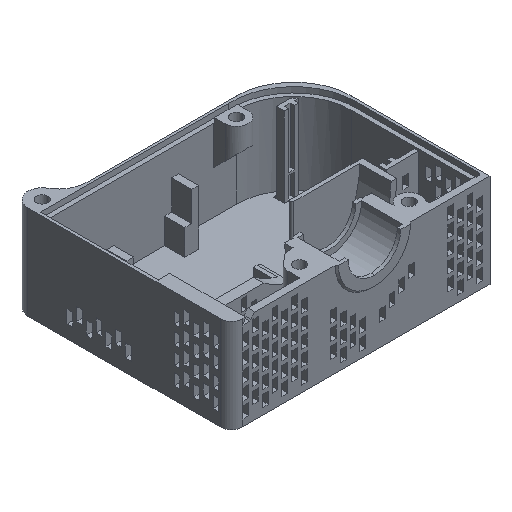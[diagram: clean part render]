
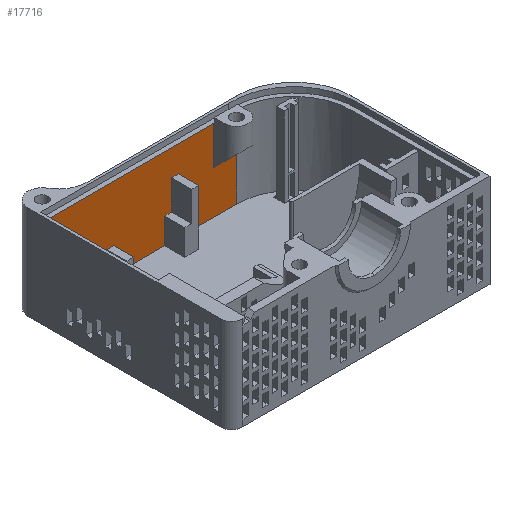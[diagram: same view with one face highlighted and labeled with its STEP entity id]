
A CAD part, isometric view. The second image highlights one B-rep face of the part: STEP entity #17716.
In plain terms, the highlighted planar face has unit normal (0, -1, 0).
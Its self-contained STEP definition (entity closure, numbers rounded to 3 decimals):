
#26 = EDGE_CURVE ( 'NONE', #20402, #9467, #24262, .T. ) ;
#76 = DIRECTION ( 'NONE',  ( 0., 0., -1. ) ) ;
#83 = DIRECTION ( 'NONE',  ( 0., 0., -1. ) ) ;
#330 = DIRECTION ( 'NONE',  ( 0., 0., -1. ) ) ;
#348 = DIRECTION ( 'NONE',  ( 1., 0., 0. ) ) ;
#389 = CARTESIAN_POINT ( 'NONE',  ( -1.75, 66., 0. ) ) ;
#453 = LINE ( 'NONE', #10085, #11972 ) ;
#865 = LINE ( 'NONE', #3386, #25924 ) ;
#935 = ORIENTED_EDGE ( 'NONE', *, *, #29002, .F. ) ;
#1004 = CARTESIAN_POINT ( 'NONE',  ( 10.5, 66., -15.3 ) ) ;
#1180 = VERTEX_POINT ( 'NONE', #14184 ) ;
#1189 = LINE ( 'NONE', #3709, #4654 ) ;
#1261 = CARTESIAN_POINT ( 'NONE',  ( 18.5, 66., -30.3 ) ) ;
#1512 = VECTOR ( 'NONE', #330, 1000. ) ;
#1708 = EDGE_CURVE ( 'NONE', #20958, #1180, #865, .T. ) ;
#2465 = DIRECTION ( 'NONE',  ( 0., 0., -1. ) ) ;
#2508 = DIRECTION ( 'NONE',  ( 0., 0., 1. ) ) ;
#2685 = CARTESIAN_POINT ( 'NONE',  ( 0., 66., -15.3 ) ) ;
#2774 = LINE ( 'NONE', #23924, #9045 ) ;
#2865 = EDGE_CURVE ( 'NONE', #3628, #3857, #2774, .T. ) ;
#2933 = VERTEX_POINT ( 'NONE', #24390 ) ;
#3386 = CARTESIAN_POINT ( 'NONE',  ( 0., 66., -30.3 ) ) ;
#3488 = ORIENTED_EDGE ( 'NONE', *, *, #1708, .F. ) ;
#3519 = VERTEX_POINT ( 'NONE', #29335 ) ;
#3628 = VERTEX_POINT ( 'NONE', #16150 ) ;
#3709 = CARTESIAN_POINT ( 'NONE',  ( 0., 66., -11. ) ) ;
#3821 = EDGE_CURVE ( 'NONE', #17529, #20958, #24792, .T. ) ;
#3857 = VERTEX_POINT ( 'NONE', #3951 ) ;
#3951 = CARTESIAN_POINT ( 'NONE',  ( -6.55, 66., -30.3 ) ) ;
#4259 = VECTOR ( 'NONE', #24413, 1000. ) ;
#4377 = CARTESIAN_POINT ( 'NONE',  ( -1.75, 66., -30.3 ) ) ;
#4654 = VECTOR ( 'NONE', #8450, 1000. ) ;
#4762 = VECTOR ( 'NONE', #27299, 1000. ) ;
#4968 = VECTOR ( 'NONE', #18362, 1000. ) ;
#5247 = CARTESIAN_POINT ( 'NONE',  ( 0., 66., -30.3 ) ) ;
#5272 = LINE ( 'NONE', #389, #7351 ) ;
#5463 = VECTOR ( 'NONE', #25786, 1000. ) ;
#5668 = LINE ( 'NONE', #2685, #6469 ) ;
#5854 = CARTESIAN_POINT ( 'NONE',  ( -26.7, 66., 0. ) ) ;
#6469 = VECTOR ( 'NONE', #7580, 1000. ) ;
#6658 = ORIENTED_EDGE ( 'NONE', *, *, #14362, .T. ) ;
#6694 = LINE ( 'NONE', #20751, #5463 ) ;
#7053 = ORIENTED_EDGE ( 'NONE', *, *, #3821, .F. ) ;
#7120 = LINE ( 'NONE', #16747, #1512 ) ;
#7280 = AXIS2_PLACEMENT_3D ( 'NONE', #14436, #11609, #76 ) ;
#7351 = VECTOR ( 'NONE', #22011, 1000. ) ;
#7580 = DIRECTION ( 'NONE',  ( -1., 0., 0. ) ) ;
#7604 = CARTESIAN_POINT ( 'NONE',  ( 0., 66., -1.9 ) ) ;
#7995 = ORIENTED_EDGE ( 'NONE', *, *, #19827, .F. ) ;
#8201 = CARTESIAN_POINT ( 'NONE',  ( 18.5, 66., -15.3 ) ) ;
#8450 = DIRECTION ( 'NONE',  ( 1., 0., 0. ) ) ;
#8960 = VERTEX_POINT ( 'NONE', #26718 ) ;
#9045 = VECTOR ( 'NONE', #2465, 1000. ) ;
#9074 = ORIENTED_EDGE ( 'NONE', *, *, #12046, .F. ) ;
#9185 = EDGE_CURVE ( 'NONE', #26380, #21129, #453, .T. ) ;
#9318 = ORIENTED_EDGE ( 'NONE', *, *, #11573, .F. ) ;
#9467 = VERTEX_POINT ( 'NONE', #22495 ) ;
#9643 = EDGE_CURVE ( 'NONE', #22887, #3628, #6694, .T. ) ;
#9816 = VECTOR ( 'NONE', #12516, 1000. ) ;
#9817 = EDGE_LOOP ( 'NONE', ( #19042, #22111, #14150, #28207, #3488, #7053, #9318, #24085, #9945, #17620, #16819, #7995, #6658, #19151, #935, #18784, #27308, #9074 ) ) ;
#9847 = CARTESIAN_POINT ( 'NONE',  ( 0., 66., -21.35 ) ) ;
#9945 = ORIENTED_EDGE ( 'NONE', *, *, #26774, .F. ) ;
#10085 = CARTESIAN_POINT ( 'NONE',  ( -24.3, 66., 0. ) ) ;
#10093 = VECTOR ( 'NONE', #15645, 1000. ) ;
#11196 = EDGE_CURVE ( 'NONE', #3519, #1180, #16198, .T. ) ;
#11329 = VERTEX_POINT ( 'NONE', #14761 ) ;
#11428 = LINE ( 'NONE', #30978, #22161 ) ;
#11573 = EDGE_CURVE ( 'NONE', #21129, #17529, #11428, .T. ) ;
#11609 = DIRECTION ( 'NONE',  ( 0., 1., 0. ) ) ;
#11972 = VECTOR ( 'NONE', #2508, 1000. ) ;
#12046 = EDGE_CURVE ( 'NONE', #8960, #14791, #7120, .T. ) ;
#12416 = CARTESIAN_POINT ( 'NONE',  ( -26.7, 66., -21.35 ) ) ;
#12516 = DIRECTION ( 'NONE',  ( -1., 0., 0. ) ) ;
#12979 = CARTESIAN_POINT ( 'NONE',  ( -24.3, 66., -30.3 ) ) ;
#14150 = ORIENTED_EDGE ( 'NONE', *, *, #22176, .T. ) ;
#14184 = CARTESIAN_POINT ( 'NONE',  ( -44.45, 66., -30.3 ) ) ;
#14362 = EDGE_CURVE ( 'NONE', #2933, #11329, #1189, .T. ) ;
#14436 = CARTESIAN_POINT ( 'NONE',  ( 0., 66., 0. ) ) ;
#14761 = CARTESIAN_POINT ( 'NONE',  ( -1.75, 66., -11. ) ) ;
#14791 = VERTEX_POINT ( 'NONE', #1004 ) ;
#15205 = DIRECTION ( 'NONE',  ( 1., 0., 0. ) ) ;
#15645 = DIRECTION ( 'NONE',  ( 0., 0., -1. ) ) ;
#15906 = EDGE_CURVE ( 'NONE', #9467, #8960, #22427, .T. ) ;
#16150 = CARTESIAN_POINT ( 'NONE',  ( -6.55, 66., -21.35 ) ) ;
#16198 = LINE ( 'NONE', #19205, #21150 ) ;
#16747 = CARTESIAN_POINT ( 'NONE',  ( 10.5, 66., 0. ) ) ;
#16819 = ORIENTED_EDGE ( 'NONE', *, *, #9643, .F. ) ;
#17245 = LINE ( 'NONE', #5247, #9816 ) ;
#17273 = LINE ( 'NONE', #19504, #22490 ) ;
#17529 = VERTEX_POINT ( 'NONE', #12416 ) ;
#17620 = ORIENTED_EDGE ( 'NONE', *, *, #2865, .F. ) ;
#17683 = LINE ( 'NONE', #8201, #4762 ) ;
#17716 = ADVANCED_FACE ( 'NONE', ( #24217 ), #23596, .F. ) ;
#18362 = DIRECTION ( 'NONE',  ( -1., 0., 0. ) ) ;
#18784 = ORIENTED_EDGE ( 'NONE', *, *, #29191, .F. ) ;
#18818 = EDGE_CURVE ( 'NONE', #11329, #30791, #5272, .T. ) ;
#18861 = VECTOR ( 'NONE', #348, 1000. ) ;
#19042 = ORIENTED_EDGE ( 'NONE', *, *, #15906, .F. ) ;
#19151 = ORIENTED_EDGE ( 'NONE', *, *, #18818, .T. ) ;
#19205 = CARTESIAN_POINT ( 'NONE',  ( -44.45, 66., 0. ) ) ;
#19504 = CARTESIAN_POINT ( 'NONE',  ( -4.15, 66., 0. ) ) ;
#19827 = EDGE_CURVE ( 'NONE', #2933, #22887, #17273, .T. ) ;
#19940 = CARTESIAN_POINT ( 'NONE',  ( -24.3, 66., -21.35 ) ) ;
#20402 = VERTEX_POINT ( 'NONE', #30083 ) ;
#20751 = CARTESIAN_POINT ( 'NONE',  ( 0., 66., -21.35 ) ) ;
#20958 = VERTEX_POINT ( 'NONE', #28779 ) ;
#21129 = VERTEX_POINT ( 'NONE', #19940 ) ;
#21150 = VECTOR ( 'NONE', #28807, 1000. ) ;
#21386 = CARTESIAN_POINT ( 'NONE',  ( -4.15, 66., -21.35 ) ) ;
#22011 = DIRECTION ( 'NONE',  ( 0., 0., -1. ) ) ;
#22111 = ORIENTED_EDGE ( 'NONE', *, *, #26, .F. ) ;
#22161 = VECTOR ( 'NONE', #31131, 1000. ) ;
#22176 = EDGE_CURVE ( 'NONE', #20402, #3519, #22615, .T. ) ;
#22342 = VERTEX_POINT ( 'NONE', #28747 ) ;
#22427 = LINE ( 'NONE', #7604, #18861 ) ;
#22490 = VECTOR ( 'NONE', #83, 1000. ) ;
#22495 = CARTESIAN_POINT ( 'NONE',  ( -46.85, 66., -1.9 ) ) ;
#22615 = LINE ( 'NONE', #9847, #27983 ) ;
#22887 = VERTEX_POINT ( 'NONE', #21386 ) ;
#23596 = PLANE ( 'NONE',  #7280 ) ;
#23924 = CARTESIAN_POINT ( 'NONE',  ( -6.55, 66., 0. ) ) ;
#24085 = ORIENTED_EDGE ( 'NONE', *, *, #9185, .F. ) ;
#24217 = FACE_OUTER_BOUND ( 'NONE', #9817, .T. ) ;
#24262 = LINE ( 'NONE', #26313, #4259 ) ;
#24390 = CARTESIAN_POINT ( 'NONE',  ( -4.15, 66., -11. ) ) ;
#24413 = DIRECTION ( 'NONE',  ( 0., 0., 1. ) ) ;
#24792 = LINE ( 'NONE', #5854, #10093 ) ;
#25786 = DIRECTION ( 'NONE',  ( -1., 0., 0. ) ) ;
#25924 = VECTOR ( 'NONE', #27227, 1000. ) ;
#26313 = CARTESIAN_POINT ( 'NONE',  ( -46.85, 66., 0. ) ) ;
#26380 = VERTEX_POINT ( 'NONE', #12979 ) ;
#26718 = CARTESIAN_POINT ( 'NONE',  ( 10.5, 66., -1.9 ) ) ;
#26774 = EDGE_CURVE ( 'NONE', #3857, #26380, #30332, .T. ) ;
#27227 = DIRECTION ( 'NONE',  ( -1., 0., 0. ) ) ;
#27299 = DIRECTION ( 'NONE',  ( 0., 0., -1. ) ) ;
#27308 = ORIENTED_EDGE ( 'NONE', *, *, #28457, .T. ) ;
#27983 = VECTOR ( 'NONE', #15205, 1000. ) ;
#28207 = ORIENTED_EDGE ( 'NONE', *, *, #11196, .T. ) ;
#28457 = EDGE_CURVE ( 'NONE', #22342, #14791, #5668, .T. ) ;
#28747 = CARTESIAN_POINT ( 'NONE',  ( 18.5, 66., -15.3 ) ) ;
#28779 = CARTESIAN_POINT ( 'NONE',  ( -26.7, 66., -30.3 ) ) ;
#28807 = DIRECTION ( 'NONE',  ( 0., 0., -1. ) ) ;
#29002 = EDGE_CURVE ( 'NONE', #30319, #30791, #17245, .T. ) ;
#29191 = EDGE_CURVE ( 'NONE', #22342, #30319, #17683, .T. ) ;
#29335 = CARTESIAN_POINT ( 'NONE',  ( -44.45, 66., -21.35 ) ) ;
#29879 = CARTESIAN_POINT ( 'NONE',  ( 0., 66., -30.3 ) ) ;
#30083 = CARTESIAN_POINT ( 'NONE',  ( -46.85, 66., -21.35 ) ) ;
#30319 = VERTEX_POINT ( 'NONE', #1261 ) ;
#30332 = LINE ( 'NONE', #29879, #4968 ) ;
#30791 = VERTEX_POINT ( 'NONE', #4377 ) ;
#30978 = CARTESIAN_POINT ( 'NONE',  ( 0., 66., -21.35 ) ) ;
#31131 = DIRECTION ( 'NONE',  ( -1., 0., 0. ) ) ;
